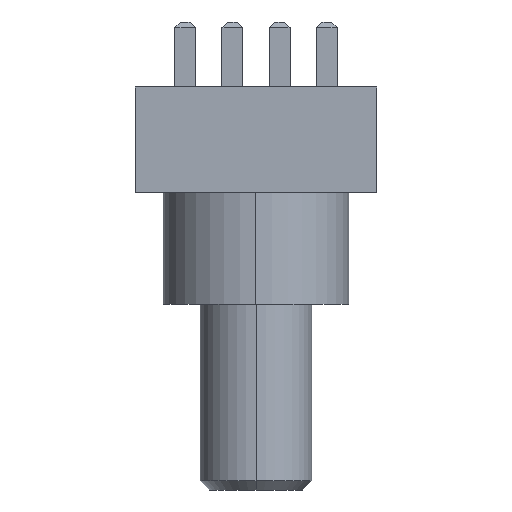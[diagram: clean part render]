
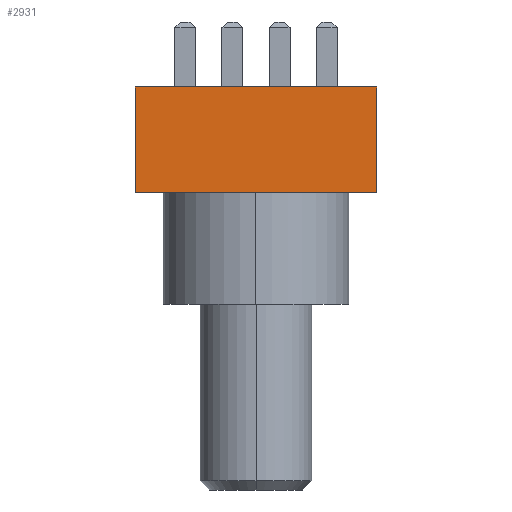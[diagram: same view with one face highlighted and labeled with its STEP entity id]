
A CAD part, left-side view. The second image highlights one B-rep face of the part: STEP entity #2931.
In plain terms, the highlighted planar face has unit normal (-1, 0, 0).
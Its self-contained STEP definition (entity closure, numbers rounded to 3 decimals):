
#124 = EDGE_LOOP ( 'NONE', ( #3355, #3356, #3357, #3359 ) ) ;
#210 = CARTESIAN_POINT ( 'NONE',  ( -6.5, -6.5, 5.7 ) ) ;
#218 = LINE ( 'NONE', #210, #2101 ) ;
#252 = EDGE_CURVE ( 'NONE', #3231, #3240, #218, .T. ) ;
#1265 = DIRECTION ( 'NONE',  ( 0., -1., 0. ) ) ;
#1267 = CARTESIAN_POINT ( 'NONE',  ( -6.5, -6.5, 0. ) ) ;
#1275 = LINE ( 'NONE', #1267, #2076 ) ;
#1339 = DIRECTION ( 'NONE',  ( 0., -1., 0. ) ) ;
#1349 = EDGE_CURVE ( 'NONE', #3271, #3222, #1275, .T. ) ;
#1961 = AXIS2_PLACEMENT_3D ( 'NONE', #3944, #3956, #3957 ) ;
#1989 = VECTOR ( 'NONE', #2377, 1000. ) ;
#1996 = VECTOR ( 'NONE', #2374, 1000. ) ;
#2076 = VECTOR ( 'NONE', #1265, 1000. ) ;
#2101 = VECTOR ( 'NONE', #1339, 1000. ) ;
#2292 = CARTESIAN_POINT ( 'NONE',  ( -6.5, -6.5, 0. ) ) ;
#2299 = CARTESIAN_POINT ( 'NONE',  ( -6.5, 6.5, 5.7 ) ) ;
#2306 = CARTESIAN_POINT ( 'NONE',  ( -6.5, -6.5, 5.7 ) ) ;
#2332 = CARTESIAN_POINT ( 'NONE',  ( -6.5, 6.5, 0. ) ) ;
#2370 = CARTESIAN_POINT ( 'NONE',  ( -6.5, -6.5, 5.7 ) ) ;
#2371 = LINE ( 'NONE', #2370, #1996 ) ;
#2374 = DIRECTION ( 'NONE',  ( 0., 0., -1. ) ) ;
#2375 = LINE ( 'NONE', #2376, #1989 ) ;
#2376 = CARTESIAN_POINT ( 'NONE',  ( -6.5, 6.5, 5.7 ) ) ;
#2377 = DIRECTION ( 'NONE',  ( 0., 0., -1. ) ) ;
#2931 = ADVANCED_FACE ( 'NONE', ( #3953 ), #3954, .F. ) ;
#3222 = VERTEX_POINT ( 'NONE', #2292 ) ;
#3231 = VERTEX_POINT ( 'NONE', #2299 ) ;
#3240 = VERTEX_POINT ( 'NONE', #2306 ) ;
#3271 = VERTEX_POINT ( 'NONE', #2332 ) ;
#3355 = ORIENTED_EDGE ( 'NONE', *, *, #1349, .T. ) ;
#3356 = ORIENTED_EDGE ( 'NONE', *, *, #4215, .F. ) ;
#3357 = ORIENTED_EDGE ( 'NONE', *, *, #252, .F. ) ;
#3359 = ORIENTED_EDGE ( 'NONE', *, *, #4216, .T. ) ;
#3944 = CARTESIAN_POINT ( 'NONE',  ( -6.5, -6.5, 5.7 ) ) ;
#3953 = FACE_OUTER_BOUND ( 'NONE', #124, .T. ) ;
#3954 = PLANE ( 'NONE',  #1961 ) ;
#3956 = DIRECTION ( 'NONE',  ( 1., 0., 0. ) ) ;
#3957 = DIRECTION ( 'NONE',  ( 0., 0., -1. ) ) ;
#4215 = EDGE_CURVE ( 'NONE', #3240, #3222, #2371, .T. ) ;
#4216 = EDGE_CURVE ( 'NONE', #3231, #3271, #2375, .T. ) ;
